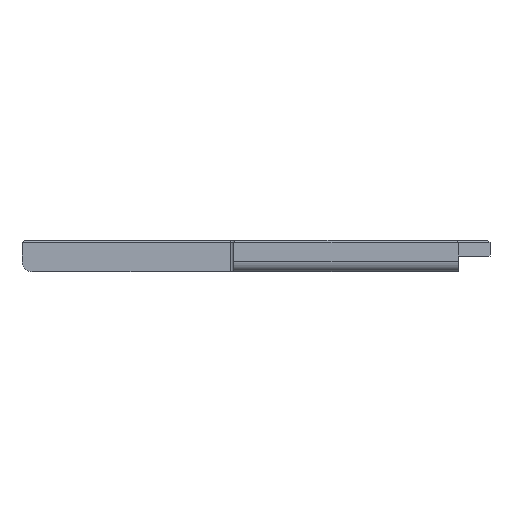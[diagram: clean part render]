
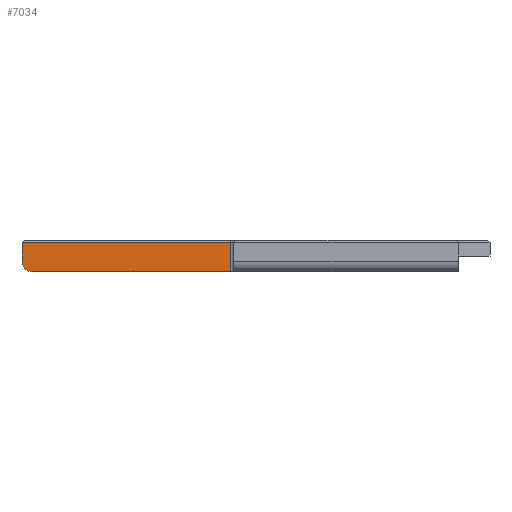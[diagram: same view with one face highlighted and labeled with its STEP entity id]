
A CAD part, front view. The second image highlights one B-rep face of the part: STEP entity #7034.
In plain terms, the highlighted planar face has unit normal (0, -1, 0).
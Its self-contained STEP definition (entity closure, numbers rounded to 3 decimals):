
#564=CIRCLE('',#7451,2.);
#996=FACE_OUTER_BOUND('',#1445,.T.);
#1445=EDGE_LOOP('',(#6056,#6057,#6058,#6059,#6060));
#1609=LINE('',#9481,#2223);
#1732=LINE('',#10283,#2346);
#1751=LINE('',#10350,#2365);
#2122=LINE('',#12791,#2736);
#2223=VECTOR('',#7789,10.);
#2346=VECTOR('',#8006,10.);
#2365=VECTOR('',#8071,10.);
#2736=VECTOR('',#8800,10.);
#2839=VERTEX_POINT('',#9476);
#2840=VERTEX_POINT('',#9480);
#3048=VERTEX_POINT('',#10281);
#3072=VERTEX_POINT('',#10347);
#3073=VERTEX_POINT('',#10349);
#3506=EDGE_CURVE('',#2839,#2840,#1609,.T.);
#3733=EDGE_CURVE('',#2839,#3048,#1732,.T.);
#3766=EDGE_CURVE('',#3072,#3073,#1751,.T.);
#4292=EDGE_CURVE('',#3048,#3073,#564,.T.);
#4293=EDGE_CURVE('',#3072,#2840,#2122,.T.);
#6056=ORIENTED_EDGE('',*,*,#3506,.F.);
#6057=ORIENTED_EDGE('',*,*,#3733,.T.);
#6058=ORIENTED_EDGE('',*,*,#4292,.T.);
#6059=ORIENTED_EDGE('',*,*,#3766,.F.);
#6060=ORIENTED_EDGE('',*,*,#4293,.T.);
#6733=PLANE('',#7450);
#7034=ADVANCED_FACE('',(#996),#6733,.F.);
#7450=AXIS2_PLACEMENT_3D('',#12789,#8796,#8797);
#7451=AXIS2_PLACEMENT_3D('',#12790,#8798,#8799);
#7789=DIRECTION('',(1.,0.,0.));
#8006=DIRECTION('',(0.,0.,-1.));
#8071=DIRECTION('',(-1.,0.,0.));
#8796=DIRECTION('center_axis',(0.,1.,0.));
#8797=DIRECTION('ref_axis',(1.,0.,0.));
#8798=DIRECTION('center_axis',(0.,-1.,0.));
#8799=DIRECTION('ref_axis',(-0.707,0.,-0.707));
#8800=DIRECTION('',(0.,0.,1.));
#9476=CARTESIAN_POINT('',(-269.,-257.25,-0.4));
#9480=CARTESIAN_POINT('',(-229.35,-257.25,-0.4));
#9481=CARTESIAN_POINT('',(-155.25,-257.25,-0.4));
#10281=CARTESIAN_POINT('',(-269.,-257.25,-4.));
#10283=CARTESIAN_POINT('',(-269.,-257.25,0.));
#10347=CARTESIAN_POINT('',(-229.35,-257.25,-6.));
#10349=CARTESIAN_POINT('',(-267.,-257.25,-6.));
#10350=CARTESIAN_POINT('',(-248.25,-257.25,-6.));
#12789=CARTESIAN_POINT('Origin',(-269.,-257.25,0.));
#12790=CARTESIAN_POINT('Origin',(-267.,-257.25,-4.));
#12791=CARTESIAN_POINT('',(-229.35,-257.25,0.));
